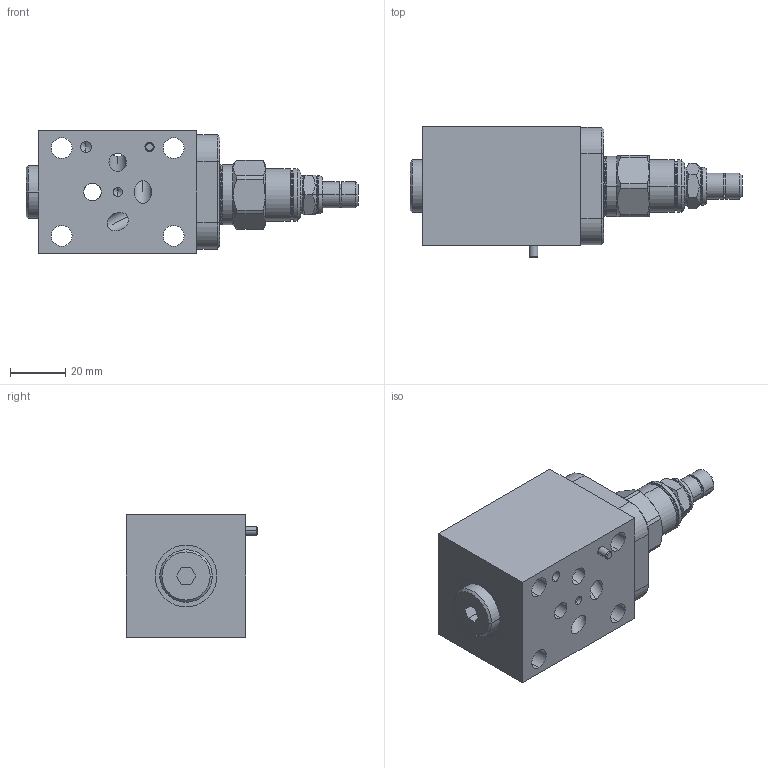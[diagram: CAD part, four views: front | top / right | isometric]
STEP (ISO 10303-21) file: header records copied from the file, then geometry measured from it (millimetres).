
FILE_DESCRIPTION((''),'2;1');
FILE_NAME('RPECLAN-FBA-T_ASM','2022-01-03T',('ProEService'),(''),'PRO/ENGINEER BY PARAMETRIC TECHNOLOGY CORPORATION, 2014200','PRO/ENGINEER BY PARAMETRIC TECHNOLOGY CORPORATION, 2014200','');
FILE_SCHEMA(('CONFIG_CONTROL_DESIGN'));
Length unit declared in the file: inch
Products named in the file (7): 150-285-003; 330-018-002; RPECLAN; 811-001-006; 500-001-012; 700-002; RPECLAN-FBA-T_ASM
Assembly tree (6 placements, depth 2):
  RPECLAN-FBA-T_ASM
    150-285-003
    330-018-002
    RPECLAN
    811-001-006
    500-001-012
    700-002
Bounding box: 120.07 x 47.5 x 44.45 mm (x, y, z)
Volume: 119994.7 mm3; surface area: 34750.9 mm2
Topology: 6 solids, 8 shells, 410 faces, 1272 edges, 1029 vertices
Faces by surface type: cylinder 170, plane 101, cone 94, torus 34, revolution 8, sphere 3
Entity records: 17178 total; most frequent: CARTESIAN_POINT 5889, DIRECTION 2409, ORIENTED_EDGE 1928, EDGE_CURVE 964, AXIS2_PLACEMENT_3D 863, VECTOR 675, LINE 675, VERTEX_POINT 603
